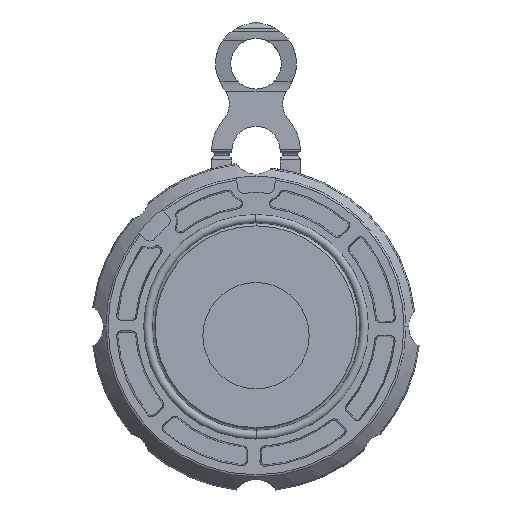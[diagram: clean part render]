
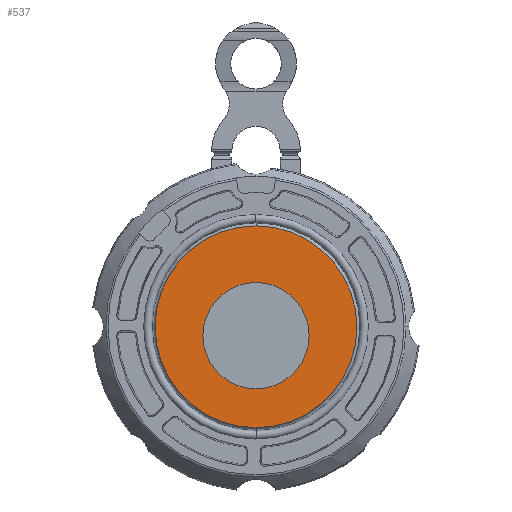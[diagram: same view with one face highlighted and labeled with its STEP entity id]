
A CAD part, left-side view. The second image highlights one B-rep face of the part: STEP entity #537.
In plain terms, the highlighted planar face has unit normal (-1, 0, 0).
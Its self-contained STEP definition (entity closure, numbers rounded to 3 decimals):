
#537=ADVANCED_FACE('',(#1439,#1440),#1441,.T.);
#1439=FACE_BOUND('',#2724,.T.);
#1440=FACE_OUTER_BOUND('',#2725,.T.);
#1441=PLANE('',#2726);
#2724=EDGE_LOOP('',(#4299,#4300));
#2725=EDGE_LOOP('',(#4301,#4302));
#2726=AXIS2_PLACEMENT_3D('',#4303,#4304,#4305);
#4299=ORIENTED_EDGE('',*,*,#8098,.T.);
#4300=ORIENTED_EDGE('',*,*,#8124,.T.);
#4301=ORIENTED_EDGE('',*,*,#8093,.T.);
#4302=ORIENTED_EDGE('',*,*,#8138,.T.);
#4303=CARTESIAN_POINT('',(-10.0,-29.27,0.0));
#4304=DIRECTION('',(-1.0,0.0,0.0));
#4305=DIRECTION('',(0.0,1.0,0.0));
#8093=EDGE_CURVE('',#9830,#9833,#9835,.T.);
#8098=EDGE_CURVE('',#9838,#9842,#9844,.T.);
#8124=EDGE_CURVE('',#9842,#9838,#9880,.T.);
#8138=EDGE_CURVE('',#9833,#9830,#9903,.T.);
#9830=VERTEX_POINT('',#12759);
#9833=VERTEX_POINT('',#12763);
#9835=CIRCLE('',#12766,39.9);
#9838=VERTEX_POINT('',#12769);
#9842=VERTEX_POINT('',#12774);
#9844=CIRCLE('',#12777,21.0);
#9880=CIRCLE('',#12819,21.0);
#9903=CIRCLE('',#12852,39.9);
#12759=CARTESIAN_POINT('',(-10.0,0.0,-39.9));
#12763=CARTESIAN_POINT('',(-10.0,0.,39.9));
#12766=AXIS2_PLACEMENT_3D('',#16898,#16899,#16900);
#12769=CARTESIAN_POINT('',(-10.0,0.0,-24.5));
#12774=CARTESIAN_POINT('',(-10.0,0.,17.5));
#12777=AXIS2_PLACEMENT_3D('',#16906,#16907,#16908);
#12819=AXIS2_PLACEMENT_3D('',#16948,#16949,#16950);
#12852=AXIS2_PLACEMENT_3D('',#16961,#16962,#16963);
#16898=CARTESIAN_POINT('',(-10.0,0.0,0.0));
#16899=DIRECTION('',(-1.0,0.0,0.0));
#16900=DIRECTION('',(0.0,0.0,-1.0));
#16906=CARTESIAN_POINT('',(-10.0,0.0,-3.5));
#16907=DIRECTION('',(1.0,-0.0,0.0));
#16908=DIRECTION('',(0.0,0.0,-1.0));
#16948=CARTESIAN_POINT('',(-10.0,0.0,-3.5));
#16949=DIRECTION('',(1.0,-0.0,0.0));
#16950=DIRECTION('',(0.0,0.0,-1.0));
#16961=CARTESIAN_POINT('',(-10.0,0.0,0.0));
#16962=DIRECTION('',(-1.0,0.0,0.0));
#16963=DIRECTION('',(0.0,0.0,-1.0));
